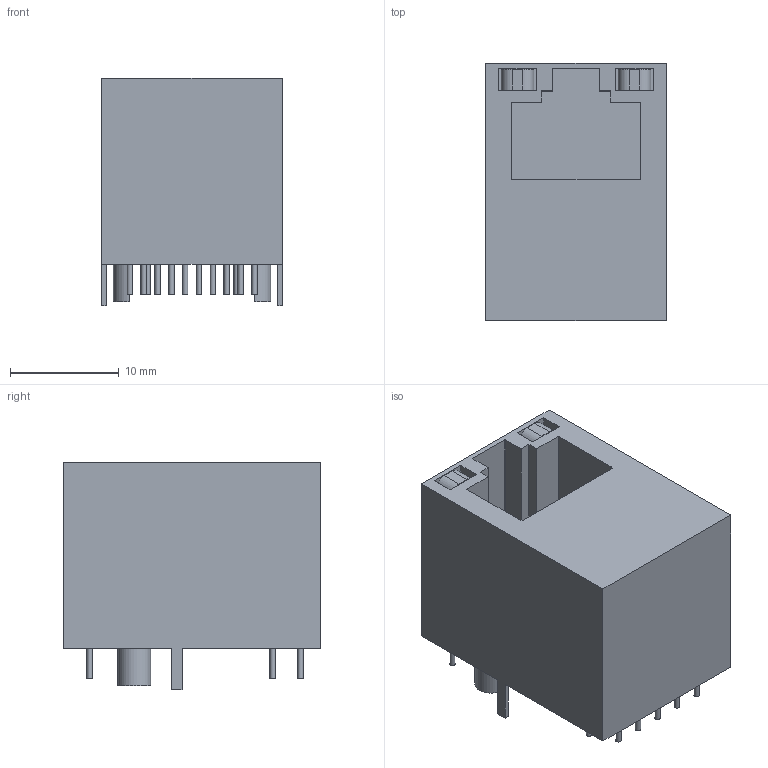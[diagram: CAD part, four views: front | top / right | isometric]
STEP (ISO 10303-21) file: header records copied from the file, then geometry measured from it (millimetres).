
FILE_DESCRIPTION( ( 'Unknown' ), '1' );
FILE_NAME( 'RJ45_HanRun_HR871198A.step', 'Unknown', ( 'Unknown' ), ( 'Unknown' ), 'PSStep 15.0.49', 'Unknown', ' ' );
FILE_SCHEMA( ( 'AUTOMOTIVE_DESIGN { 1 0 10303 214 1 1 1 1 }' ) );
Length unit declared in the file: millimetre
Products named in the file (1): 1
Bounding box: 16.6 x 23.6 x 20.9 mm (x, y, z)
Volume: 5729.8 mm3; surface area: 2772.1 mm2
Topology: 1 solids, 1 shells, 87 faces, 192 edges, 128 vertices
Faces by surface type: plane 65, cylinder 22
Full cylindrical faces by diameter (mm): 0.5 x14
Entity records: 3032 total; most frequent: DIRECTION 398, CARTESIAN_POINT 394, ORIENTED_EDGE 356, EDGE_CURVE 178, LINE 134, VECTOR 134, AXIS2_PLACEMENT_3D 132, VERTEX_POINT 128
